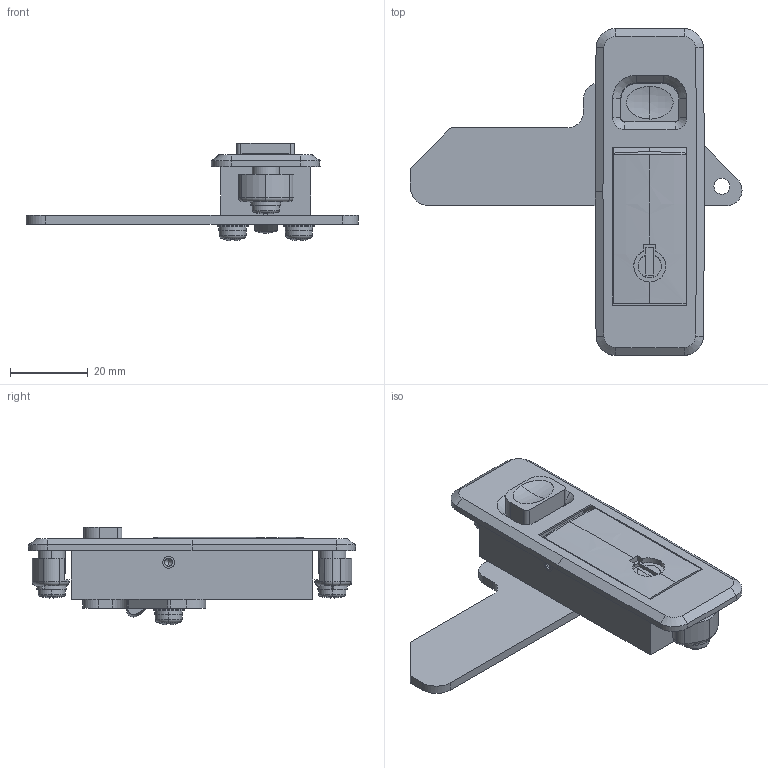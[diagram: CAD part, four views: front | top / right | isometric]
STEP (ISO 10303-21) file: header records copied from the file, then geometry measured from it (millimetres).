
FILE_DESCRIPTION (( 'STEP AP203' ), '1' );
FILE_NAME ('A-160-A-3.STEP', '2019-04-15T08:30:14', ( '' ), ( '' ), 'SwSTEP 2.0', 'SolidWorks 2014', '' );
FILE_SCHEMA (( 'CONFIG_CONTROL_DESIGN' ));
Length unit declared in the file: millimetre
Products named in the file (11): 廫帤寠晅彫偹偠_撪宎婎弨ver1.02_M4亊8廫帤寠晅側傋彫偹偠(揝)僟僽儖僙儉僗彫宍(P4)媽JIS; A-160-A-3_オワンワッシャー(M4); A-160-A-3_ボタン; A-160-A-3_裏板; A-160-A-3_偹偠M4; AC-25-AB-3N_; A-160-A-3_ハンドル; スプリングワッシャーM4_JIS B 1251 No.2 5; A-160-A-3; A-160-A-3_本体; A-160-A-3_ハンドルシャフト
Assembly tree (14 placements, depth 2):
  A-160-A-3
    A-160-A-3_本体
    A-160-A-3_ボタン
    A-160-A-3_ハンドル
    A-160-A-3_ハンドルシャフト
    A-160-A-3_裏板
    スプリングワッシャーM4_JIS B 1251 No.2 5  x2
    A-160-A-3_オワンワッシャー(M4)  x2
    AC-25-AB-3N_
    廫帤寠晅彫偹偠_撪宎婎弨ver1.02_M4亊8廫帤寠晅側傋彫偹偠(揝)僟僽儖僙儉僗彫宍(P4)媽JIS  x2
    A-160-A-3_偹偠M4  x2
Bounding box: 85.16 x 83.98 x 25.05 mm (x, y, z)
Volume: 24637.8 mm3; surface area: 20878.4 mm2
Topology: 14 solids, 14 shells, 448 faces, 1172 edges, 762 vertices
Faces by surface type: plane 231, cylinder 151, torus 29, cone 23, sphere 8, bspline 6
Entity records: 12474 total; most frequent: CARTESIAN_POINT 2278, DIRECTION 1939, ORIENTED_EDGE 1842, EDGE_CURVE 921, AXIS2_PLACEMENT_3D 695, VERTEX_POINT 602, LINE 549, VECTOR 549
